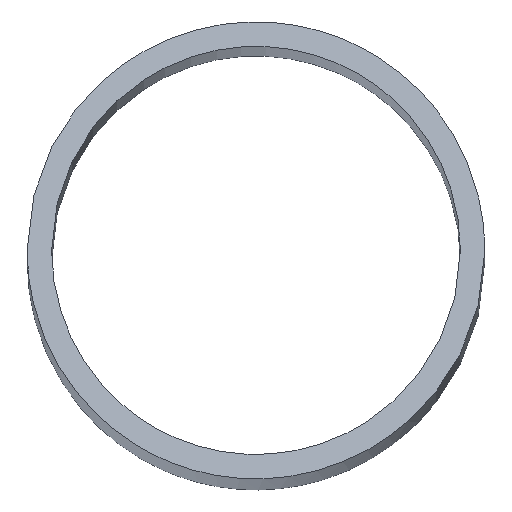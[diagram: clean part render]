
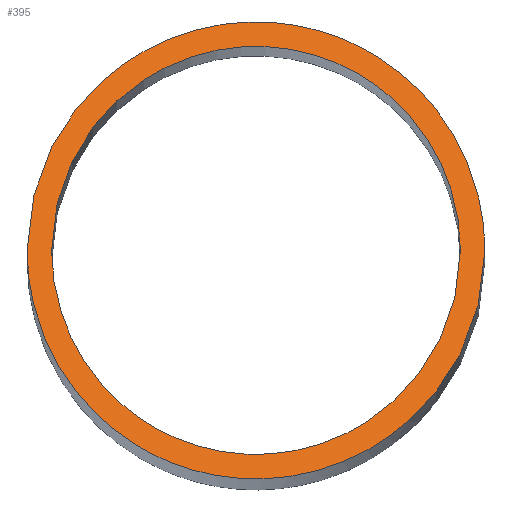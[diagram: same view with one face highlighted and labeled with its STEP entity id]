
A CAD part, top view. The second image highlights one B-rep face of the part: STEP entity #395.
In plain terms, the highlighted planar face has unit normal (0, 0.707, 0.707).
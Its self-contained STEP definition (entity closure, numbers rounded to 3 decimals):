
#91=CARTESIAN_POINT('Vertex',(62.784,-180.,303.)) ;
#95=CARTESIAN_POINT('Control Point',(37.784,-180.,303.)) ;
#96=CARTESIAN_POINT('Control Point',(37.784,-178.251,301.251)) ;
#97=CARTESIAN_POINT('Control Point',(38.089,-176.503,299.503)) ;
#98=CARTESIAN_POINT('Control Point',(38.699,-174.792,297.792)) ;
#99=CARTESIAN_POINT('Control Point',(40.019,-172.492,295.492)) ;
#100=CARTESIAN_POINT('Control Point',(42.074,-170.521,293.521)) ;
#101=CARTESIAN_POINT('Control Point',(42.719,-169.994,292.994)) ;
#102=CARTESIAN_POINT('Control Point',(44.406,-168.843,291.843)) ;
#103=CARTESIAN_POINT('Control Point',(46.438,-168.002,291.002)) ;
#104=CARTESIAN_POINT('Control Point',(47.727,-167.651,290.651)) ;
#105=CARTESIAN_POINT('Control Point',(50.171,-167.351,290.351)) ;
#106=CARTESIAN_POINT('Control Point',(52.6,-167.645,290.645)) ;
#107=CARTESIAN_POINT('Control Point',(53.643,-167.892,290.892)) ;
#108=CARTESIAN_POINT('Control Point',(55.471,-168.532,291.532)) ;
#109=CARTESIAN_POINT('Control Point',(57.051,-169.441,292.441)) ;
#110=CARTESIAN_POINT('Control Point',(57.727,-169.91,292.91)) ;
#111=CARTESIAN_POINT('Control Point',(59.096,-171.03,294.03)) ;
#112=CARTESIAN_POINT('Control Point',(60.189,-172.295,295.295)) ;
#113=CARTESIAN_POINT('Control Point',(60.709,-173.021,296.021)) ;
#114=CARTESIAN_POINT('Control Point',(61.764,-174.798,297.798)) ;
#115=CARTESIAN_POINT('Control Point',(62.413,-176.673,299.673)) ;
#116=CARTESIAN_POINT('Control Point',(62.66,-177.776,300.776)) ;
#117=CARTESIAN_POINT('Control Point',(62.784,-178.888,301.888)) ;
#118=CARTESIAN_POINT('Control Point',(62.784,-180.,303.)) ;
#119=CARTESIAN_POINT('Vertex',(37.784,-180.,303.)) ;
#166=CARTESIAN_POINT('Control Point',(62.784,-180.,303.)) ;
#167=CARTESIAN_POINT('Control Point',(62.784,-181.749,304.749)) ;
#168=CARTESIAN_POINT('Control Point',(62.478,-183.497,306.497)) ;
#169=CARTESIAN_POINT('Control Point',(61.868,-185.208,308.208)) ;
#170=CARTESIAN_POINT('Control Point',(60.548,-187.508,310.508)) ;
#171=CARTESIAN_POINT('Control Point',(58.493,-189.479,312.479)) ;
#172=CARTESIAN_POINT('Control Point',(57.848,-190.006,313.006)) ;
#173=CARTESIAN_POINT('Control Point',(56.162,-191.157,314.157)) ;
#174=CARTESIAN_POINT('Control Point',(54.129,-191.998,314.998)) ;
#175=CARTESIAN_POINT('Control Point',(52.84,-192.349,315.349)) ;
#176=CARTESIAN_POINT('Control Point',(50.397,-192.649,315.649)) ;
#177=CARTESIAN_POINT('Control Point',(47.968,-192.355,315.355)) ;
#178=CARTESIAN_POINT('Control Point',(46.924,-192.108,315.108)) ;
#179=CARTESIAN_POINT('Control Point',(45.096,-191.468,314.468)) ;
#180=CARTESIAN_POINT('Control Point',(43.516,-190.559,313.559)) ;
#181=CARTESIAN_POINT('Control Point',(42.84,-190.09,313.09)) ;
#182=CARTESIAN_POINT('Control Point',(41.471,-188.97,311.97)) ;
#183=CARTESIAN_POINT('Control Point',(40.379,-187.705,310.705)) ;
#184=CARTESIAN_POINT('Control Point',(39.858,-186.979,309.979)) ;
#185=CARTESIAN_POINT('Control Point',(38.803,-185.202,308.202)) ;
#186=CARTESIAN_POINT('Control Point',(38.154,-183.327,306.327)) ;
#187=CARTESIAN_POINT('Control Point',(37.907,-182.224,305.224)) ;
#188=CARTESIAN_POINT('Control Point',(37.784,-181.112,304.112)) ;
#189=CARTESIAN_POINT('Control Point',(37.784,-180.,303.)) ;
#301=CARTESIAN_POINT('Vertex',(64.284,-180.,303.)) ;
#305=CARTESIAN_POINT('Control Point',(64.284,-180.,303.)) ;
#306=CARTESIAN_POINT('Control Point',(64.284,-181.861,304.861)) ;
#307=CARTESIAN_POINT('Control Point',(63.974,-183.721,306.721)) ;
#308=CARTESIAN_POINT('Control Point',(63.357,-185.547,308.547)) ;
#309=CARTESIAN_POINT('Control Point',(62.02,-188.021,311.021)) ;
#310=CARTESIAN_POINT('Control Point',(59.943,-190.19,313.19)) ;
#311=CARTESIAN_POINT('Control Point',(59.28,-190.783,313.783)) ;
#312=CARTESIAN_POINT('Control Point',(57.417,-192.198,315.198)) ;
#313=CARTESIAN_POINT('Control Point',(55.126,-193.274,316.274)) ;
#314=CARTESIAN_POINT('Control Point',(53.571,-193.761,316.761)) ;
#315=CARTESIAN_POINT('Control Point',(50.567,-194.2,317.2)) ;
#316=CARTESIAN_POINT('Control Point',(47.566,-193.833,316.833)) ;
#317=CARTESIAN_POINT('Control Point',(46.277,-193.507,316.507)) ;
#318=CARTESIAN_POINT('Control Point',(44.18,-192.715,315.715)) ;
#319=CARTESIAN_POINT('Control Point',(42.392,-191.615,314.615)) ;
#320=CARTESIAN_POINT('Control Point',(41.684,-191.098,314.098)) ;
#321=CARTESIAN_POINT('Control Point',(40.255,-189.876,312.876)) ;
#322=CARTESIAN_POINT('Control Point',(39.106,-188.512,311.512)) ;
#323=CARTESIAN_POINT('Control Point',(38.558,-187.735,310.735)) ;
#324=CARTESIAN_POINT('Control Point',(37.41,-185.783,308.783)) ;
#325=CARTESIAN_POINT('Control Point',(36.699,-183.724,306.724)) ;
#326=CARTESIAN_POINT('Control Point',(36.422,-182.49,305.49)) ;
#327=CARTESIAN_POINT('Control Point',(36.284,-181.245,304.245)) ;
#328=CARTESIAN_POINT('Control Point',(36.284,-180.,303.)) ;
#329=CARTESIAN_POINT('Vertex',(36.284,-180.,303.)) ;
#350=CARTESIAN_POINT('Control Point',(36.284,-180.,303.)) ;
#351=CARTESIAN_POINT('Control Point',(36.284,-178.139,301.139)) ;
#352=CARTESIAN_POINT('Control Point',(36.593,-176.279,299.279)) ;
#353=CARTESIAN_POINT('Control Point',(37.21,-174.453,297.453)) ;
#354=CARTESIAN_POINT('Control Point',(38.547,-171.979,294.979)) ;
#355=CARTESIAN_POINT('Control Point',(40.624,-169.81,292.81)) ;
#356=CARTESIAN_POINT('Control Point',(41.287,-169.217,292.217)) ;
#357=CARTESIAN_POINT('Control Point',(43.15,-167.802,290.802)) ;
#358=CARTESIAN_POINT('Control Point',(45.441,-166.726,289.726)) ;
#359=CARTESIAN_POINT('Control Point',(46.996,-166.239,289.239)) ;
#360=CARTESIAN_POINT('Control Point',(50.,-165.8,288.8)) ;
#361=CARTESIAN_POINT('Control Point',(53.001,-166.167,289.167)) ;
#362=CARTESIAN_POINT('Control Point',(54.29,-166.493,289.493)) ;
#363=CARTESIAN_POINT('Control Point',(56.387,-167.285,290.285)) ;
#364=CARTESIAN_POINT('Control Point',(58.175,-168.385,291.385)) ;
#365=CARTESIAN_POINT('Control Point',(58.883,-168.902,291.902)) ;
#366=CARTESIAN_POINT('Control Point',(60.313,-170.124,293.124)) ;
#367=CARTESIAN_POINT('Control Point',(61.461,-171.488,294.488)) ;
#368=CARTESIAN_POINT('Control Point',(62.009,-172.265,295.265)) ;
#369=CARTESIAN_POINT('Control Point',(63.157,-174.217,297.217)) ;
#370=CARTESIAN_POINT('Control Point',(63.868,-176.276,299.276)) ;
#371=CARTESIAN_POINT('Control Point',(64.145,-177.51,300.51)) ;
#372=CARTESIAN_POINT('Control Point',(64.284,-178.755,301.755)) ;
#373=CARTESIAN_POINT('Control Point',(64.284,-180.,303.)) ;
#382=CARTESIAN_POINT('Axis2P3D Location',(50.284,-180.,303.)) ;
#383=DIRECTION('Axis2P3D Direction',(0.,0.707,0.707)) ;
#384=DIRECTION('Axis2P3D XDirection',(-1.,0.,0.)) ;
#385=AXIS2_PLACEMENT_3D('Plane Axis2P3D',#382,#383,#384) ;
#388=ORIENTED_EDGE('',*,*,#331,.F.) ;
#389=ORIENTED_EDGE('',*,*,#374,.F.) ;
#392=ORIENTED_EDGE('',*,*,#190,.T.) ;
#393=ORIENTED_EDGE('',*,*,#121,.T.) ;
#394=FACE_BOUND('',#391,.T.) ;
#395=ADVANCED_FACE('PartBody',(#390,#394),#386,.T.) ;
#94=B_SPLINE_CURVE_WITH_KNOTS('',5,(#95,#96,#97,#98,#99,#100,#101,#102,#103,#104,#105,#106,#107,#108,#109,#110,#111,#112,#113,#114,#115,#116,#117,#118),.UNSPECIFIED.,.F.,.U.,(6,3,3,3,3,3,3,6),(0.,17.487,24.422,33.977,41.645,48.3,56.409,67.529),.UNSPECIFIED.) ;
#165=B_SPLINE_CURVE_WITH_KNOTS('',5,(#166,#167,#168,#169,#170,#171,#172,#173,#174,#175,#176,#177,#178,#179,#180,#181,#182,#183,#184,#185,#186,#187,#188,#189),.UNSPECIFIED.,.F.,.U.,(6,3,3,3,3,3,3,6),(0.,17.487,24.422,33.977,41.645,48.3,56.409,67.529),.UNSPECIFIED.) ;
#304=B_SPLINE_CURVE_WITH_KNOTS('',5,(#305,#306,#307,#308,#309,#310,#311,#312,#313,#314,#315,#316,#317,#318,#319,#320,#321,#322,#323,#324,#325,#326,#327,#328),.UNSPECIFIED.,.F.,.U.,(6,3,3,3,3,3,3,6),(0.,18.607,26.135,37.857,47.367,54.531,63.185,75.633),.UNSPECIFIED.) ;
#349=B_SPLINE_CURVE_WITH_KNOTS('',5,(#350,#351,#352,#353,#354,#355,#356,#357,#358,#359,#360,#361,#362,#363,#364,#365,#366,#367,#368,#369,#370,#371,#372,#373),.UNSPECIFIED.,.F.,.U.,(6,3,3,3,3,3,3,6),(0.,18.607,26.135,37.857,47.367,54.531,63.185,75.633),.UNSPECIFIED.) ;
#121=EDGE_CURVE('',#120,#92,#94,.T.) ;
#190=EDGE_CURVE('',#92,#120,#165,.T.) ;
#331=EDGE_CURVE('',#302,#330,#304,.T.) ;
#374=EDGE_CURVE('',#330,#302,#349,.T.) ;
#387=EDGE_LOOP('',(#388,#389)) ;
#391=EDGE_LOOP('',(#392,#393)) ;
#390=FACE_OUTER_BOUND('',#387,.T.) ;
#386=PLANE('Plane',#385) ;
#92=VERTEX_POINT('',#91) ;
#120=VERTEX_POINT('',#119) ;
#302=VERTEX_POINT('',#301) ;
#330=VERTEX_POINT('',#329) ;
